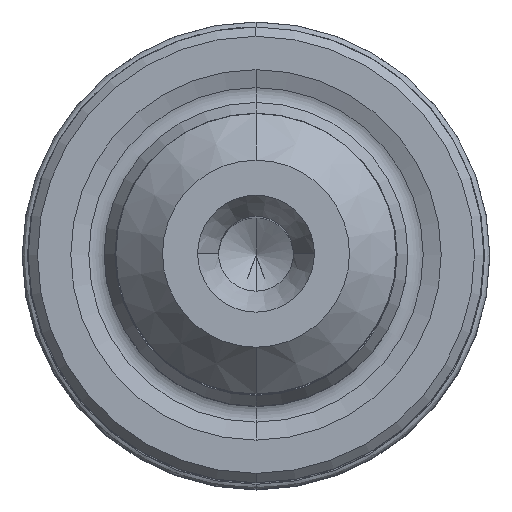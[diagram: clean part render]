
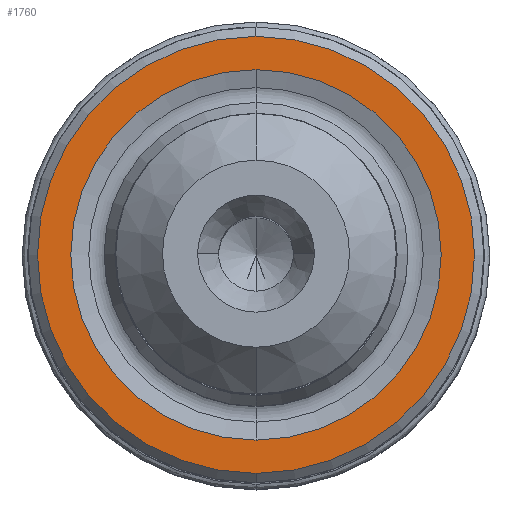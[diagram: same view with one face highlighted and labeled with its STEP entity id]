
A CAD part, top view. The second image highlights one B-rep face of the part: STEP entity #1760.
In plain terms, the highlighted face is planar.
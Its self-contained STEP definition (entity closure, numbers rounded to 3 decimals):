
#575=CARTESIAN_POINT('',(0.,0.,0.));
#576=DIRECTION('',(0.,0.,-1.));
#577=DIRECTION('',(0.,1.,0.));
#578=AXIS2_PLACEMENT_3D('',#575,#576,#577);
#583=CARTESIAN_POINT('',(0.,0.,0.));
#584=DIRECTION('',(0.,0.,1.));
#585=DIRECTION('',(0.,1.,0.));
#586=AXIS2_PLACEMENT_3D('',#583,#584,#585);
#591=CARTESIAN_POINT('',(0.,0.,0.));
#592=DIRECTION('',(0.,0.,1.));
#593=DIRECTION('',(0.,1.,0.));
#594=AXIS2_PLACEMENT_3D('',#591,#592,#593);
#599=CARTESIAN_POINT('',(0.,0.,0.));
#600=DIRECTION('',(0.,0.,1.));
#601=DIRECTION('',(0.,-1.,0.));
#602=AXIS2_PLACEMENT_3D('',#599,#600,#601);
#1253=CARTESIAN_POINT('',(0.,4.675,0.));
#1254=CARTESIAN_POINT('',(0.,-4.675,0.));
#1255=VERTEX_POINT('',#1253);
#1256=VERTEX_POINT('',#1254);
#1285=CARTESIAN_POINT('',(0.,3.962,0.));
#1286=VERTEX_POINT('',#1285);
#1287=CARTESIAN_POINT('',(0.,-3.962,0.));
#1288=VERTEX_POINT('',#1287);
#1745=CARTESIAN_POINT('',(0.,0.,0.));
#1746=DIRECTION('',(0.,0.,-1.));
#1747=DIRECTION('',(0.,-1.,0.));
#1748=AXIS2_PLACEMENT_3D('',#1745,#1746,#1747);
#1749=PLANE('',#1748);
#1750=ORIENTED_EDGE('',*,*,#1725,.T.);
#1751=ORIENTED_EDGE('',*,*,#1739,.T.);
#1752=EDGE_LOOP('',(#1750,#1751));
#1753=FACE_OUTER_BOUND('',#1752,.F.);
#1755=ORIENTED_EDGE('',*,*,#1754,.T.);
#1757=ORIENTED_EDGE('',*,*,#1756,.F.);
#1758=EDGE_LOOP('',(#1755,#1757));
#1759=FACE_BOUND('',#1758,.F.);
#1760=ADVANCED_FACE('',(#1753,#1759),#1749,.T.);
#579=CIRCLE('',#578,3.962);
#587=CIRCLE('',#586,3.962);
#595=CIRCLE('',#594,4.675);
#603=CIRCLE('',#602,4.675);
#1725=EDGE_CURVE('',#1255,#1256,#595,.T.);
#1739=EDGE_CURVE('',#1256,#1255,#603,.T.);
#1754=EDGE_CURVE('',#1286,#1288,#579,.T.);
#1756=EDGE_CURVE('',#1286,#1288,#587,.T.);
